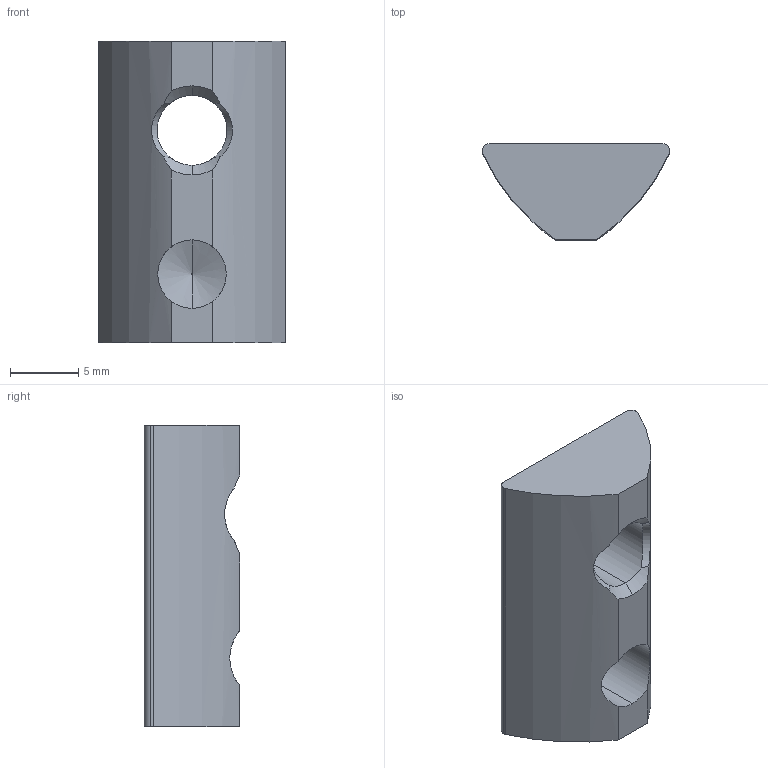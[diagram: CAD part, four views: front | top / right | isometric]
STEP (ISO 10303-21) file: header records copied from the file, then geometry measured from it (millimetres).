
FILE_DESCRIPTION(('STEP AP214'),'1');
FILE_NAME('fath_09600u1-4.stp','2017-10-09T10:44:59',('TraceParts'),('TraceParts S.A.'),'Spatial InterOp 3D',' ',' ');
FILE_SCHEMA(('automotive_design'));
Length unit declared in the file: millimetre
Products named in the file (1): fath_09600u1-4
Bounding box: 13.7 x 7 x 22 mm (x, y, z)
Volume: 1229 mm3; surface area: 1033.6 mm2
Topology: 1 solids, 1 shells, 27 faces, 72 edges, 46 vertices
Faces by surface type: cylinder 10, cone 8, plane 7, bspline 2
Entity records: 1243 total; most frequent: CARTESIAN_POINT 328, ORIENTED_EDGE 144, DIRECTION 142, EDGE_CURVE 72, AXIS2_PLACEMENT_3D 58, VERTEX_POINT 46, CIRCLE 32, STYLED_ITEM 28
